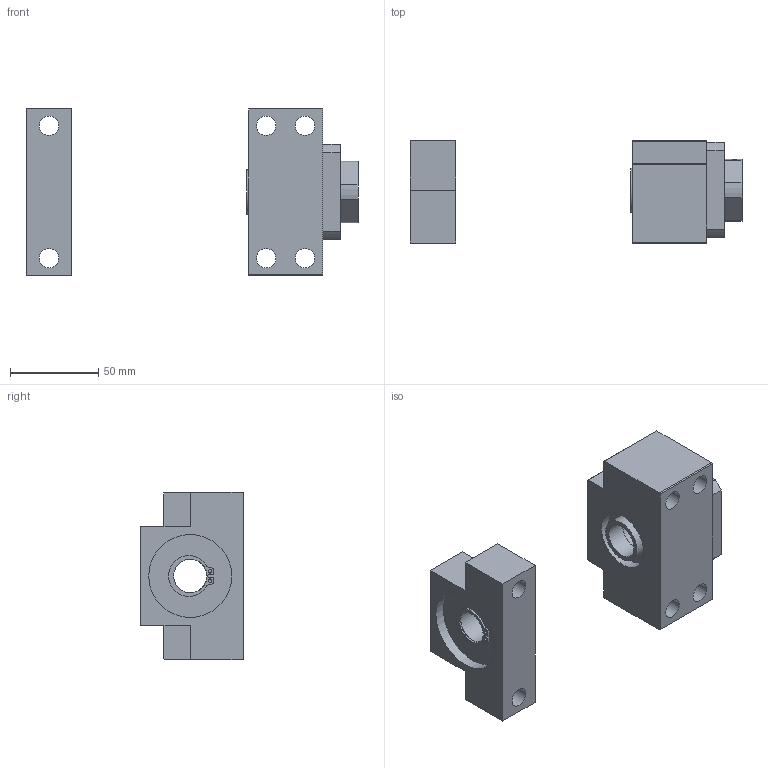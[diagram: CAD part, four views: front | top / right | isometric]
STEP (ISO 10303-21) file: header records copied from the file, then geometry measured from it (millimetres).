
FILE_DESCRIPTION(/* description */ ('STEP AP214'),/* implementation_level */ '2;1');
FILE_NAME(/* name */ 'BSW20-SET',/* time_stamp */ '2023-12-13T16:03:24+01:00',/* author */ ('License CC BY-ND 4.0'),/* organization */ ('CADENAS'),/* preprocessor_version */ 'ST-DEVELOPER v19.3',/* originating_system */ 'PARTsolutions',/* authorisation */ ' ');
FILE_SCHEMA (('AUTOMOTIVE_DESIGN {1 0 10303 214 3 1 1}'));
Length unit declared in the file: millimetre
Products named in the file (6): BSW20-SET; RRING-C-EXT-20; BUN20_b; BSW20_c; BSW20_n; BSW20_b
Assembly tree (6 placements, depth 2):
  BSW20-SET
    RRING-C-EXT-20
    BUN20_b
    BSW20_c  x2
    BSW20_n
    BSW20_b
Bounding box: 188 x 58 x 95 mm (x, y, z)
Volume: 279262.9 mm3; surface area: 65692.5 mm2
Topology: 6 solids, 6 shells, 148 faces, 331 edges, 220 vertices
Faces by surface type: plane 95, cylinder 50, cone 3
Full cylindrical faces by diameter (mm): 2 x2, 3.242 x1, 10 x4, 11 x10, 17 x4, 18.917 x1, 20 x4, 25 x2, 25.1 x2, 26 x1, 34 x2, 37 x1, 47 x2
Entity records: 4065 total; most frequent: DIRECTION 684, CARTESIAN_POINT 673, ORIENTED_EDGE 574, EDGE_CURVE 287, AXIS2_PLACEMENT_3D 248, EDGE_LOOP 232, FACE_BOUND 232, VERTEX_POINT 215
